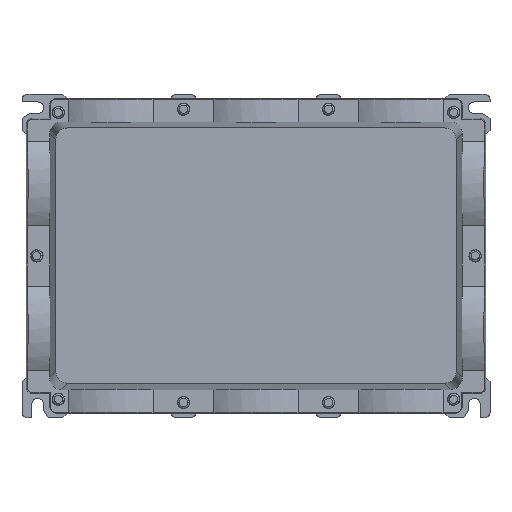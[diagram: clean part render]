
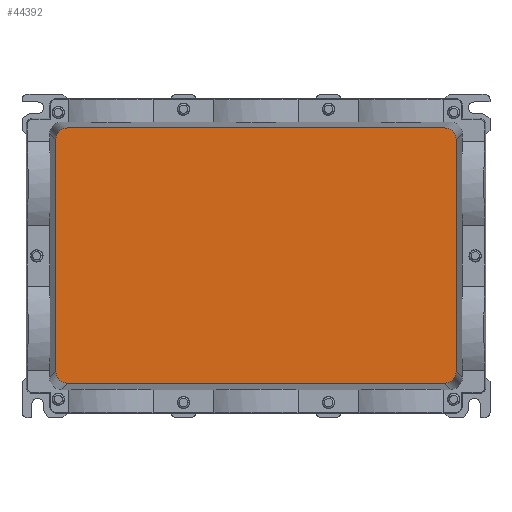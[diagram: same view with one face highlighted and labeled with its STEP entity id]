
A CAD part, top view. The second image highlights one B-rep face of the part: STEP entity #44392.
In plain terms, the highlighted planar face has unit normal (0, 0, 1).
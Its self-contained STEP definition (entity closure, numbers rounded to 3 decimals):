
#44380=AXIS2_PLACEMENT_3D('Plane Axis2P3D',#44377,#44378,#44379) ;
#42398=CARTESIAN_POINT('Control Point',(20.573,168.431,155.)) ;
#42399=CARTESIAN_POINT('Control Point',(20.573,170.629,155.)) ;
#42400=CARTESIAN_POINT('Control Point',(21.432,172.829,155.)) ;
#42401=CARTESIAN_POINT('Control Point',(23.171,174.568,155.)) ;
#42402=CARTESIAN_POINT('Control Point',(25.371,175.427,155.)) ;
#42403=CARTESIAN_POINT('Control Point',(27.569,175.427,155.)) ;
#42404=CARTESIAN_POINT('Vertex',(20.573,168.431,155.)) ;
#42406=CARTESIAN_POINT('Vertex',(27.569,175.427,155.)) ;
#42432=CARTESIAN_POINT('Line Origine',(142.,175.427,155.)) ;
#42436=CARTESIAN_POINT('Vertex',(256.431,175.427,155.)) ;
#42465=CARTESIAN_POINT('Vertex',(20.573,27.569,155.)) ;
#42468=CARTESIAN_POINT('Line Origine',(20.573,98.,155.)) ;
#42584=CARTESIAN_POINT('Vertex',(27.569,20.573,155.)) ;
#42588=CARTESIAN_POINT('Control Point',(20.573,27.569,155.)) ;
#42589=CARTESIAN_POINT('Control Point',(20.573,25.371,155.)) ;
#42590=CARTESIAN_POINT('Control Point',(21.432,23.171,155.)) ;
#42591=CARTESIAN_POINT('Control Point',(23.171,21.432,155.)) ;
#42592=CARTESIAN_POINT('Control Point',(25.371,20.573,155.)) ;
#42593=CARTESIAN_POINT('Control Point',(27.569,20.573,155.)) ;
#42611=CARTESIAN_POINT('Vertex',(256.431,20.573,155.)) ;
#42614=CARTESIAN_POINT('Line Origine',(142.,20.573,155.)) ;
#42774=CARTESIAN_POINT('Control Point',(263.427,27.569,155.)) ;
#42775=CARTESIAN_POINT('Control Point',(263.427,25.371,155.)) ;
#42776=CARTESIAN_POINT('Control Point',(262.568,23.171,155.)) ;
#42777=CARTESIAN_POINT('Control Point',(260.829,21.432,155.)) ;
#42778=CARTESIAN_POINT('Control Point',(258.629,20.573,155.)) ;
#42779=CARTESIAN_POINT('Control Point',(256.431,20.573,155.)) ;
#42780=CARTESIAN_POINT('Vertex',(263.427,27.569,155.)) ;
#42804=CARTESIAN_POINT('Vertex',(263.427,168.431,155.)) ;
#42807=CARTESIAN_POINT('Line Origine',(263.427,98.,155.)) ;
#42920=CARTESIAN_POINT('Control Point',(263.427,168.431,155.)) ;
#42921=CARTESIAN_POINT('Control Point',(263.427,170.629,155.)) ;
#42922=CARTESIAN_POINT('Control Point',(262.568,172.829,155.)) ;
#42923=CARTESIAN_POINT('Control Point',(260.829,174.568,155.)) ;
#42924=CARTESIAN_POINT('Control Point',(258.629,175.427,155.)) ;
#42925=CARTESIAN_POINT('Control Point',(256.431,175.427,155.)) ;
#44377=CARTESIAN_POINT('Axis2P3D Location',(98.,98.,155.)) ;
#42433=DIRECTION('Vector Direction',(1.,0.,0.)) ;
#42469=DIRECTION('Vector Direction',(0.,1.,0.)) ;
#42615=DIRECTION('Vector Direction',(1.,0.,0.)) ;
#42808=DIRECTION('Vector Direction',(0.,1.,0.)) ;
#44378=DIRECTION('Axis2P3D Direction',(0.,0.,1.)) ;
#44379=DIRECTION('Axis2P3D XDirection',(0.,-1.,0.)) ;
#42434=VECTOR('Line Direction',#42433,1.) ;
#42470=VECTOR('Line Direction',#42469,1.) ;
#42616=VECTOR('Line Direction',#42615,1.) ;
#42809=VECTOR('Line Direction',#42808,1.) ;
#44383=ORIENTED_EDGE('',*,*,#42472,.T.) ;
#44384=ORIENTED_EDGE('',*,*,#42594,.F.) ;
#44385=ORIENTED_EDGE('',*,*,#42618,.T.) ;
#44386=ORIENTED_EDGE('',*,*,#42782,.F.) ;
#44387=ORIENTED_EDGE('',*,*,#42811,.T.) ;
#44388=ORIENTED_EDGE('',*,*,#42926,.F.) ;
#44389=ORIENTED_EDGE('',*,*,#42438,.T.) ;
#44390=ORIENTED_EDGE('',*,*,#42408,.F.) ;
#44392=ADVANCED_FACE('Gehaeuse_OT',(#44391),#44381,.T.) ;
#42397=B_SPLINE_CURVE_WITH_KNOTS('',5,(#42398,#42399,#42400,#42401,#42402,#42403),.UNSPECIFIED.,.F.,.U.,(6,6),(0.,15.541),.UNSPECIFIED.) ;
#42587=B_SPLINE_CURVE_WITH_KNOTS('',5,(#42588,#42589,#42590,#42591,#42592,#42593),.UNSPECIFIED.,.F.,.U.,(6,6),(0.,15.541),.UNSPECIFIED.) ;
#42773=B_SPLINE_CURVE_WITH_KNOTS('',5,(#42774,#42775,#42776,#42777,#42778,#42779),.UNSPECIFIED.,.F.,.U.,(6,6),(0.,15.541),.UNSPECIFIED.) ;
#42919=B_SPLINE_CURVE_WITH_KNOTS('',5,(#42920,#42921,#42922,#42923,#42924,#42925),.UNSPECIFIED.,.F.,.U.,(6,6),(0.,15.541),.UNSPECIFIED.) ;
#42408=EDGE_CURVE('',#42405,#42407,#42397,.T.) ;
#42438=EDGE_CURVE('',#42437,#42407,#42435,.F.) ;
#42472=EDGE_CURVE('',#42405,#42466,#42471,.F.) ;
#42594=EDGE_CURVE('',#42585,#42466,#42587,.F.) ;
#42618=EDGE_CURVE('',#42585,#42612,#42617,.T.) ;
#42782=EDGE_CURVE('',#42781,#42612,#42773,.T.) ;
#42811=EDGE_CURVE('',#42781,#42805,#42810,.T.) ;
#42926=EDGE_CURVE('',#42437,#42805,#42919,.F.) ;
#44382=EDGE_LOOP('',(#44383,#44384,#44385,#44386,#44387,#44388,#44389,#44390)) ;
#44391=FACE_OUTER_BOUND('',#44382,.T.) ;
#42435=LINE('Line',#42432,#42434) ;
#42471=LINE('Line',#42468,#42470) ;
#42617=LINE('Line',#42614,#42616) ;
#42810=LINE('Line',#42807,#42809) ;
#44381=PLANE('',#44380) ;
#42405=VERTEX_POINT('',#42404) ;
#42407=VERTEX_POINT('',#42406) ;
#42437=VERTEX_POINT('',#42436) ;
#42466=VERTEX_POINT('',#42465) ;
#42585=VERTEX_POINT('',#42584) ;
#42612=VERTEX_POINT('',#42611) ;
#42781=VERTEX_POINT('',#42780) ;
#42805=VERTEX_POINT('',#42804) ;
